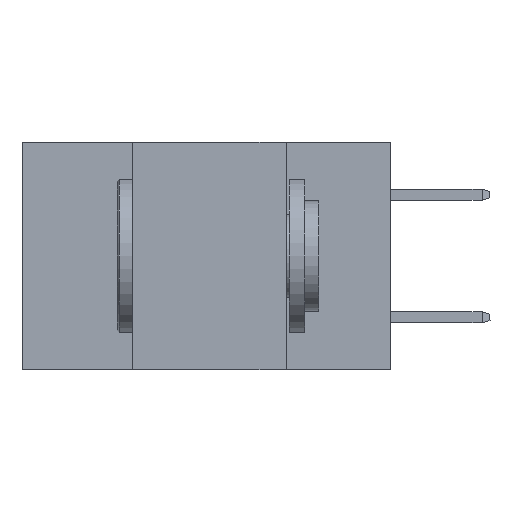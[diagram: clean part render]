
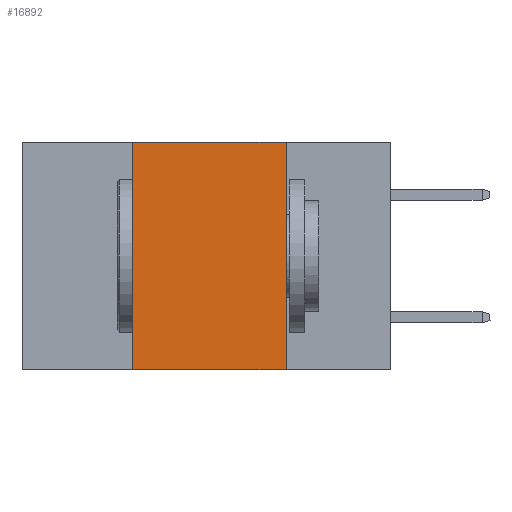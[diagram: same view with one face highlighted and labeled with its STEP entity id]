
A CAD part, left-side view. The second image highlights one B-rep face of the part: STEP entity #16892.
In plain terms, the highlighted planar face has unit normal (-1, 0, 0).
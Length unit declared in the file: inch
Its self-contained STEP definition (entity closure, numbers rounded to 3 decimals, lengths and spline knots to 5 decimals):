
#95 = EDGE_LOOP ( 'NONE', ( #5100, #14883, #16401, #16903 ) ) ;
#1510 = CARTESIAN_POINT ( 'NONE',  ( 0., 0.42, 0. ) ) ;
#1708 = DIRECTION ( 'NONE',  ( 0., 0., -1. ) ) ;
#2251 = EDGE_CURVE ( 'NONE', #2494, #18556, #2535, .T. ) ;
#2494 = VERTEX_POINT ( 'NONE', #18800 ) ;
#2535 = LINE ( 'NONE', #6161, #5868 ) ;
#3543 = VECTOR ( 'NONE', #16505, 39.37008 ) ;
#3854 = CARTESIAN_POINT ( 'NONE',  ( 0., 0.42, 0. ) ) ;
#3871 = EDGE_CURVE ( 'NONE', #2494, #8013, #14300, .T. ) ;
#4154 = VECTOR ( 'NONE', #15376, 39.37008 ) ;
#4999 = DIRECTION ( 'NONE',  ( 0., -1., 0. ) ) ;
#5040 = CARTESIAN_POINT ( 'NONE',  ( 0., 0.17, 0. ) ) ;
#5100 = ORIENTED_EDGE ( 'NONE', *, *, #16893, .F. ) ;
#5868 = VECTOR ( 'NONE', #4999, 39.37008 ) ;
#6161 = CARTESIAN_POINT ( 'NONE',  ( 0., 0.6, -0.37 ) ) ;
#8013 = VERTEX_POINT ( 'NONE', #3854 ) ;
#8907 = VERTEX_POINT ( 'NONE', #9220 ) ;
#9220 = CARTESIAN_POINT ( 'NONE',  ( 0., 0.17, 0. ) ) ;
#9894 = PLANE ( 'NONE',  #17152 ) ;
#11535 = DIRECTION ( 'NONE',  ( 1., 0., 0. ) ) ;
#12217 = LINE ( 'NONE', #5040, #3543 ) ;
#13739 = CARTESIAN_POINT ( 'NONE',  ( 0., 0.6, 0. ) ) ;
#13767 = VECTOR ( 'NONE', #21439, 39.37008 ) ;
#14300 = LINE ( 'NONE', #1510, #13767 ) ;
#14635 = EDGE_CURVE ( 'NONE', #8013, #8907, #17200, .T. ) ;
#14883 = ORIENTED_EDGE ( 'NONE', *, *, #14635, .F. ) ;
#15376 = DIRECTION ( 'NONE',  ( 0., -1., 0. ) ) ;
#16401 = ORIENTED_EDGE ( 'NONE', *, *, #3871, .F. ) ;
#16505 = DIRECTION ( 'NONE',  ( 0., 0., -1. ) ) ;
#16892 = ADVANCED_FACE ( 'NONE', ( #20500 ), #9894, .F. ) ;
#16893 = EDGE_CURVE ( 'NONE', #8907, #18556, #12217, .T. ) ;
#16903 = ORIENTED_EDGE ( 'NONE', *, *, #2251, .T. ) ;
#17140 = CARTESIAN_POINT ( 'NONE',  ( 0., 0.17, -0.37 ) ) ;
#17152 = AXIS2_PLACEMENT_3D ( 'NONE', #21440, #11535, #1708 ) ;
#17200 = LINE ( 'NONE', #13739, #4154 ) ;
#18556 = VERTEX_POINT ( 'NONE', #17140 ) ;
#18800 = CARTESIAN_POINT ( 'NONE',  ( 0., 0.42, -0.37 ) ) ;
#20500 = FACE_OUTER_BOUND ( 'NONE', #95, .T. ) ;
#21439 = DIRECTION ( 'NONE',  ( 0., 0., 1. ) ) ;
#21440 = CARTESIAN_POINT ( 'NONE',  ( 0., 0.6, 0. ) ) ;
